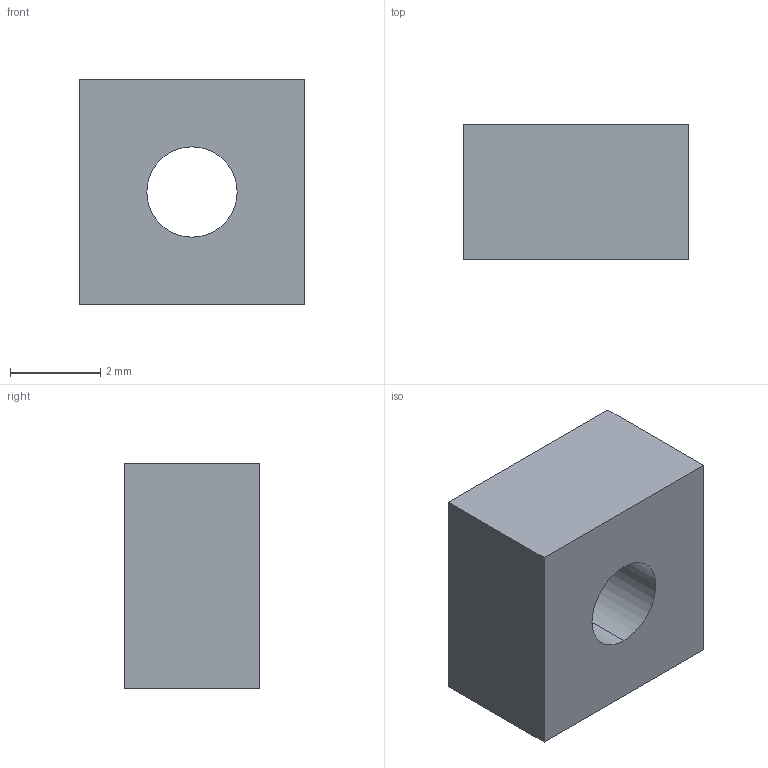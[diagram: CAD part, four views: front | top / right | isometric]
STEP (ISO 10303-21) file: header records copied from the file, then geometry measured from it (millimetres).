
FILE_DESCRIPTION (( 'STEP AP214' ), '1' );
FILE_NAME ('CTN009417.STEP', '2016-11-30T09:06:21', ( '' ), ( '' ), 'SwSTEP 2.0', 'SolidWorks 2016', '' );
FILE_SCHEMA (( 'AUTOMOTIVE_DESIGN' ));
Length unit declared in the file: millimetre
Products named in the file (1): CTN009417
Bounding box: 5 x 3 x 5 mm (x, y, z)
Volume: 65.6 mm3; surface area: 122.6 mm2
Topology: 1 solids, 1 shells, 9 faces, 30 edges, 24 vertices
Faces by surface type: plane 7, cylinder 2
Entity records: 481 total; most frequent: CARTESIAN_POINT 64, ORIENTED_EDGE 60, DIRECTION 54, EDGE_CURVE 30, LINE 26, VECTOR 26, VERTEX_POINT 24, AXIS2_PLACEMENT_3D 14
